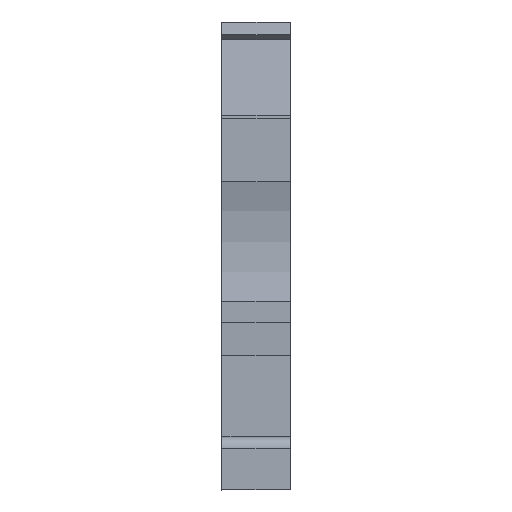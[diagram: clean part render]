
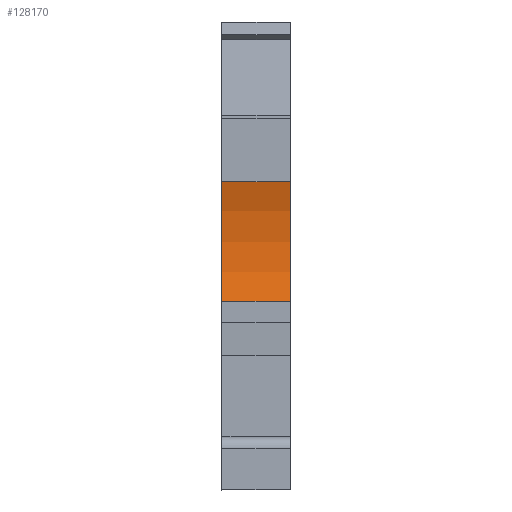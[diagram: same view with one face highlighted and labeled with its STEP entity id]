
A CAD part, front view. The second image highlights one B-rep face of the part: STEP entity #128170.
In plain terms, the highlighted cylindrical face has radius 15 mm (diameter 30 mm), a partial arc.
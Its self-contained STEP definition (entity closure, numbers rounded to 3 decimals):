
#60=CARTESIAN_POINT('',(10.3,-14.315,
18.7));
#70=DIRECTION('',(-1.,0.,0.));
#80=DIRECTION('',(0.,0.993,
-0.122));
#90=AXIS2_PLACEMENT_3D('',#60,#70,#80);
#100=CIRCLE('',#90,15.);
#110=CARTESIAN_POINT('',(10.3,-0.006,
23.2));
#120=VERTEX_POINT('',#110);
#130=CARTESIAN_POINT('',(10.3,0.,
14.22));
#140=VERTEX_POINT('',#130);
#150=EDGE_CURVE('',#120,#140,#100,.T.);
#7390=CARTESIAN_POINT('',(5.15,0.,
14.22));
#7400=DIRECTION('',(-1.,0.,0.));
#7410=VECTOR('',#7400,1.);
#7420=LINE('',#7390,#7410);
#7430=CARTESIAN_POINT('',(5.15,0.,
14.22));
#7440=VERTEX_POINT('',#7430);
#7450=EDGE_CURVE('',#140,#7440,#7420,.T.);
#65980=CARTESIAN_POINT('',(5.15,-0.006,
23.2));
#65990=VERTEX_POINT('',#65980);
#66020=CARTESIAN_POINT('',(5.15,-14.315,
18.7));
#66030=DIRECTION('',(-1.,0.,0.));
#66040=DIRECTION('',(0.,0.993,
-0.122));
#66050=AXIS2_PLACEMENT_3D('',#66020,#66030,#66040);
#66060=CIRCLE('',#66050,15.);
#66070=EDGE_CURVE('',#65990,#7440,#66060,.T.);
#128010=CARTESIAN_POINT('',(5.15,-14.315,
18.7));
#128020=DIRECTION('',(-1.,0.,0.));
#128030=DIRECTION('',(0.,0.993,
-0.122));
#128040=AXIS2_PLACEMENT_3D('',#128010,#128020,#128030);
#128050=CYLINDRICAL_SURFACE('',#128040,15.);
#128060=ORIENTED_EDGE('',*,*,#66070,.T.);
#128070=CARTESIAN_POINT('',(5.15,-0.006,
23.2));
#128080=DIRECTION('',(-1.,0.,0.));
#128090=VECTOR('',#128080,1.);
#128100=LINE('',#128070,#128090);
#128110=EDGE_CURVE('',#120,#65990,#128100,.T.);
#128120=ORIENTED_EDGE('',*,*,#128110,.T.);
#128130=ORIENTED_EDGE('',*,*,#150,.F.);
#128140=ORIENTED_EDGE('',*,*,#7450,.F.);
#128150=EDGE_LOOP('',(#128140,#128130,#128120,#128060));
#128160=FACE_OUTER_BOUND('',#128150,.T.);
#128170=ADVANCED_FACE('',(#128160),#128050,.F.);
